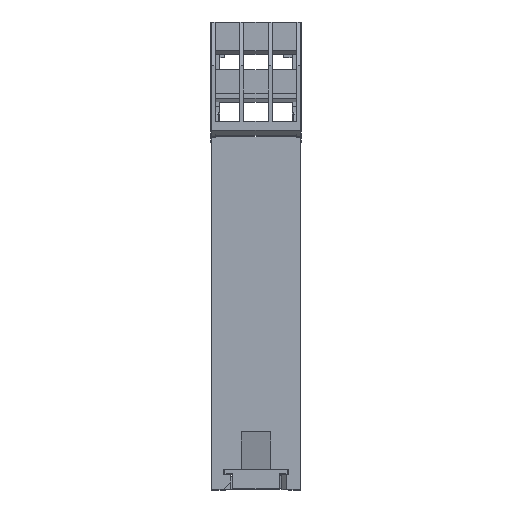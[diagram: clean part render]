
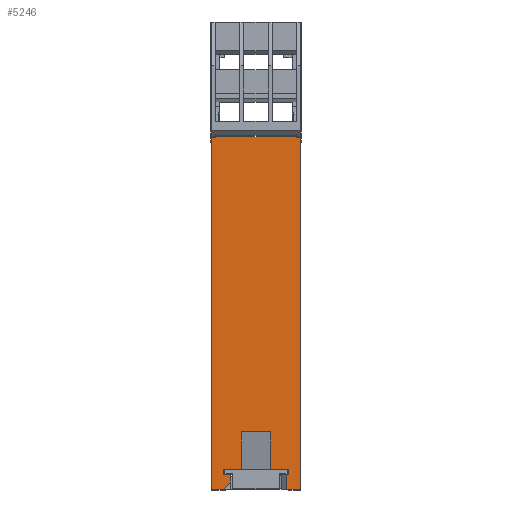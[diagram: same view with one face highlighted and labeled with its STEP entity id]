
A CAD part, top view. The second image highlights one B-rep face of the part: STEP entity #5246.
In plain terms, the highlighted planar face has unit normal (0, 0, 1).
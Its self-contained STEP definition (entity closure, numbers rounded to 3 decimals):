
#116=DIRECTION('',(0.,-1.,0.));
#117=VECTOR('',#116,89.2);
#118=CARTESIAN_POINT('',(-11.25,89.2,37.5));
#119=LINE('',#118,#117);
#293=DIRECTION('',(1.,0.,0.));
#294=VECTOR('',#293,3.48);
#295=CARTESIAN_POINT('',(7.77,0.,37.5));
#296=LINE('',#295,#294);
#398=DIRECTION('',(1.,0.,0.));
#399=VECTOR('',#398,2.96);
#400=CARTESIAN_POINT('',(-11.25,0.,37.5));
#401=LINE('',#400,#399);
#986=DIRECTION('',(0.,1.,0.));
#987=VECTOR('',#986,9.6);
#988=CARTESIAN_POINT('',(3.7,5.,37.5));
#989=LINE('',#988,#987);
#990=DIRECTION('',(1.,0.,0.));
#991=VECTOR('',#990,7.4);
#992=CARTESIAN_POINT('',(-3.7,14.6,37.5));
#993=LINE('',#992,#991);
#994=DIRECTION('',(0.,1.,0.));
#995=VECTOR('',#994,9.6);
#996=CARTESIAN_POINT('',(-3.7,5.,37.5));
#997=LINE('',#996,#995);
#998=DIRECTION('',(-1.,0.,0.));
#999=VECTOR('',#998,4.45);
#1000=CARTESIAN_POINT('',(-3.7,5.,37.5));
#1001=LINE('',#1000,#999);
#1002=DIRECTION('',(0.,-1.,0.));
#1003=VECTOR('',#1002,1.3);
#1004=CARTESIAN_POINT('',(-8.15,5.,37.5));
#1005=LINE('',#1004,#1003);
#1006=DIRECTION('',(1.,0.,0.));
#1007=VECTOR('',#1006,1.75);
#1008=CARTESIAN_POINT('',(-8.15,3.7,37.5));
#1009=LINE('',#1008,#1007);
#1010=DIRECTION('',(0.,1.,0.));
#1011=VECTOR('',#1010,1.81);
#1012=CARTESIAN_POINT('',(-6.4,1.89,37.5));
#1013=LINE('',#1012,#1011);
#1014=DIRECTION('',(-0.707,-0.707,0.));
#1015=VECTOR('',#1014,2.673);
#1016=CARTESIAN_POINT('',(-6.4,1.89,37.5));
#1017=LINE('',#1016,#1015);
#1018=DIRECTION('',(1.,0.,0.));
#1019=VECTOR('',#1018,22.5);
#1020=CARTESIAN_POINT('',(-11.25,89.2,37.5));
#1021=LINE('',#1020,#1019);
#1022=DIRECTION('',(0.,1.,0.));
#1023=VECTOR('',#1022,3.7);
#1024=CARTESIAN_POINT('',(7.77,0.,37.5));
#1025=LINE('',#1024,#1023);
#1026=DIRECTION('',(1.,0.,0.));
#1027=VECTOR('',#1026,0.38);
#1028=CARTESIAN_POINT('',(7.77,3.7,37.5));
#1029=LINE('',#1028,#1027);
#1030=DIRECTION('',(0.,1.,0.));
#1031=VECTOR('',#1030,1.3);
#1032=CARTESIAN_POINT('',(8.15,3.7,37.5));
#1033=LINE('',#1032,#1031);
#1034=DIRECTION('',(-1.,0.,0.));
#1035=VECTOR('',#1034,4.45);
#1036=CARTESIAN_POINT('',(8.15,5.,37.5));
#1037=LINE('',#1036,#1035);
#2204=DIRECTION('',(0.,-1.,0.));
#2205=VECTOR('',#2204,89.2);
#2206=CARTESIAN_POINT('',(11.25,89.2,37.5));
#2207=LINE('',#2206,#2205);
#3002=CARTESIAN_POINT('',(-11.25,89.2,37.5));
#3003=CARTESIAN_POINT('',(-11.25,0.,37.5));
#3004=VERTEX_POINT('',#3002);
#3005=VERTEX_POINT('',#3003);
#3010=CARTESIAN_POINT('',(11.25,89.2,37.5));
#3011=CARTESIAN_POINT('',(11.25,0.,37.5));
#3012=VERTEX_POINT('',#3010);
#3013=VERTEX_POINT('',#3011);
#3174=CARTESIAN_POINT('',(-8.15,5.,37.5));
#3175=CARTESIAN_POINT('',(-8.15,3.7,37.5));
#3176=VERTEX_POINT('',#3174);
#3177=VERTEX_POINT('',#3175);
#3178=CARTESIAN_POINT('',(8.15,3.7,37.5));
#3179=CARTESIAN_POINT('',(8.15,5.,37.5));
#3180=VERTEX_POINT('',#3178);
#3181=VERTEX_POINT('',#3179);
#3212=CARTESIAN_POINT('',(7.77,0.,37.5));
#3213=VERTEX_POINT('',#3212);
#3216=CARTESIAN_POINT('',(7.77,3.7,37.5));
#3217=VERTEX_POINT('',#3216);
#3238=CARTESIAN_POINT('',(-6.4,3.7,37.5));
#3240=VERTEX_POINT('',#3238);
#3314=CARTESIAN_POINT('',(3.7,5.,37.5));
#3315=CARTESIAN_POINT('',(3.7,14.6,37.5));
#3316=VERTEX_POINT('',#3314);
#3317=VERTEX_POINT('',#3315);
#3318=CARTESIAN_POINT('',(-3.7,5.,37.5));
#3319=CARTESIAN_POINT('',(-3.7,14.6,37.5));
#3320=VERTEX_POINT('',#3318);
#3321=VERTEX_POINT('',#3319);
#3490=CARTESIAN_POINT('',(-8.29,0.,37.5));
#3492=VERTEX_POINT('',#3490);
#3494=CARTESIAN_POINT('',(-6.4,1.89,37.5));
#3495=VERTEX_POINT('',#3494);
#5216=CARTESIAN_POINT('',(-11.25,89.2,37.5));
#5217=DIRECTION('',(0.,0.,1.));
#5218=DIRECTION('',(0.,-1.,0.));
#5219=AXIS2_PLACEMENT_3D('',#5216,#5217,#5218);
#5220=PLANE('',#5219);
#5221=ORIENTED_EDGE('',*,*,#4899,.T.);
#5223=ORIENTED_EDGE('',*,*,#5222,.F.);
#5225=ORIENTED_EDGE('',*,*,#5224,.F.);
#5226=ORIENTED_EDGE('',*,*,#4529,.T.);
#5228=ORIENTED_EDGE('',*,*,#5227,.T.);
#5229=ORIENTED_EDGE('',*,*,#5064,.T.);
#5230=ORIENTED_EDGE('',*,*,#5194,.F.);
#5231=ORIENTED_EDGE('',*,*,#5208,.T.);
#5232=ORIENTED_EDGE('',*,*,#4427,.F.);
#5233=ORIENTED_EDGE('',*,*,#4007,.F.);
#5235=ORIENTED_EDGE('',*,*,#5234,.T.);
#5237=ORIENTED_EDGE('',*,*,#5236,.T.);
#5238=ORIENTED_EDGE('',*,*,#4343,.F.);
#5240=ORIENTED_EDGE('',*,*,#5239,.T.);
#5241=ORIENTED_EDGE('',*,*,#5083,.T.);
#5242=ORIENTED_EDGE('',*,*,#4967,.T.);
#5243=ORIENTED_EDGE('',*,*,#4537,.T.);
#5244=EDGE_LOOP('',(#5221,#5223,#5225,#5226,#5228,#5229,#5230,#5231,#5232,#5233,
#5235,#5237,#5238,#5240,#5241,#5242,#5243));
#5245=FACE_OUTER_BOUND('',#5244,.F.);
#5246=ADVANCED_FACE('',(#5245),#5220,.T.);
#4007=EDGE_CURVE('',#3004,#3005,#119,.T.);
#4343=EDGE_CURVE('',#3213,#3013,#296,.T.);
#4427=EDGE_CURVE('',#3005,#3492,#401,.T.);
#4529=EDGE_CURVE('',#3320,#3176,#1001,.T.);
#4537=EDGE_CURVE('',#3181,#3316,#1037,.T.);
#4899=EDGE_CURVE('',#3316,#3317,#989,.T.);
#4967=EDGE_CURVE('',#3180,#3181,#1033,.T.);
#5064=EDGE_CURVE('',#3177,#3240,#1009,.T.);
#5083=EDGE_CURVE('',#3217,#3180,#1029,.T.);
#5194=EDGE_CURVE('',#3495,#3240,#1013,.T.);
#5208=EDGE_CURVE('',#3495,#3492,#1017,.T.);
#5222=EDGE_CURVE('',#3321,#3317,#993,.T.);
#5224=EDGE_CURVE('',#3320,#3321,#997,.T.);
#5227=EDGE_CURVE('',#3176,#3177,#1005,.T.);
#5234=EDGE_CURVE('',#3004,#3012,#1021,.T.);
#5236=EDGE_CURVE('',#3012,#3013,#2207,.T.);
#5239=EDGE_CURVE('',#3213,#3217,#1025,.T.);
